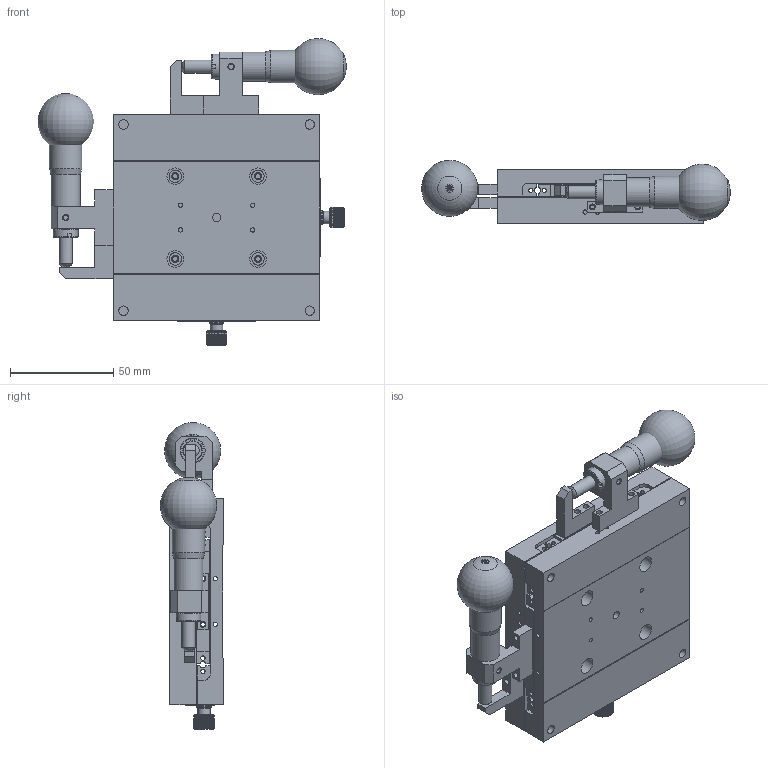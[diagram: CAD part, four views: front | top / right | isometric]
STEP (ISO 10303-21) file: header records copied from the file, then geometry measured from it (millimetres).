
FILE_DESCRIPTION (( 'STEP AP203' ), '1' );
FILE_NAME ('528924.STEP', '2024-11-12T09:12:21', ( 'Windows User' ), ( 'P R C' ), 'SwSTEP 2.0', 'SolidWorks 2020', '' );
FILE_SCHEMA (( 'CONFIG_CONTROL_DESIGN' ));
Products named in the file (1): 528924
Bounding box: 149.2 x 30.59 x 148.34 mm (x, y, z)
Surface area: 97845.8 mm2 (no closed solid volume)
Topology: 0 solids, 25 shells, 4611 faces, 10295 edges, 5707 vertices
Faces by surface type: bspline 2880, cylinder 1076, plane 485, cone 166, torus 2, sphere 2
Full cylindrical faces by diameter (mm): 2.05 x42, 2.5 x4, 2.8 x8, 3 x4, 3.242 x16, 4 x2, 4.5 x4, 6 x2, 6.35 x2, 7 x2, 8 x4, 9.5 x2, 11.7 x2, 12 x2, 14 x2, 15.644 x2
Entity records: 181348 total; most frequent: CARTESIAN_POINT 114230, ORIENTED_EDGE 19978, EDGE_CURVE 10135, DIRECTION 6326, VERTEX_POINT 5683, EDGE_LOOP 4902, FACE_OUTER_BOUND 4711, ADVANCED_FACE 4611
